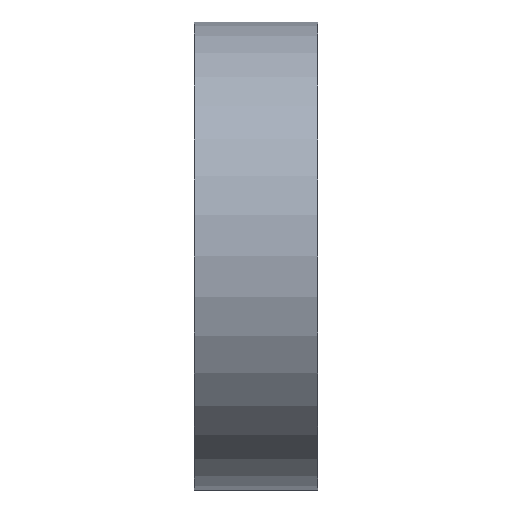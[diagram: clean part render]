
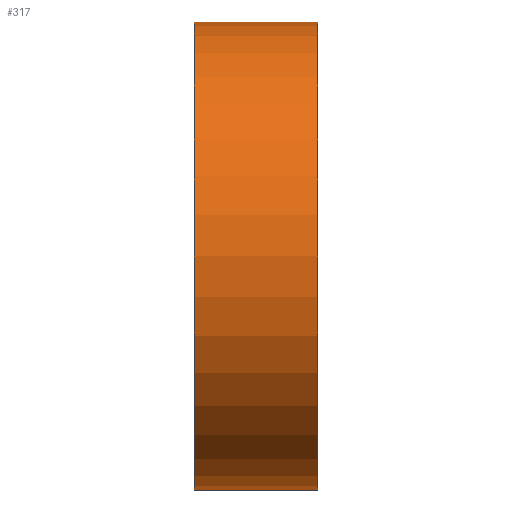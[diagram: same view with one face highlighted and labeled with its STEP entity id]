
A CAD part, left-side view. The second image highlights one B-rep face of the part: STEP entity #317.
In plain terms, the highlighted cylindrical face has radius 15.125 mm (diameter 30.25 mm), a partial arc.
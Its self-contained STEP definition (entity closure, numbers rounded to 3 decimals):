
#9 = DIRECTION ( 'NONE',  ( 0., -1., 0. ) ) ;
#15 = CARTESIAN_POINT ( 'NONE',  ( 0., 8.016, -15.125 ) ) ;
#34 = EDGE_LOOP ( 'NONE', ( #219, #193, #336, #75 ) ) ;
#59 = LINE ( 'NONE', #267, #263 ) ;
#68 = DIRECTION ( 'NONE',  ( 0., 0., -1. ) ) ;
#75 = ORIENTED_EDGE ( 'NONE', *, *, #79, .F. ) ;
#79 = EDGE_CURVE ( 'NONE', #244, #384, #97, .T. ) ;
#87 = AXIS2_PLACEMENT_3D ( 'NONE', #371, #299, #303 ) ;
#88 = EDGE_CURVE ( 'NONE', #254, #112, #369, .T. ) ;
#90 = VECTOR ( 'NONE', #243, 1000. ) ;
#93 = LINE ( 'NONE', #238, #90 ) ;
#97 = CIRCLE ( 'NONE', #319, 15.125 ) ;
#112 = VERTEX_POINT ( 'NONE', #15 ) ;
#125 = AXIS2_PLACEMENT_3D ( 'NONE', #227, #9, #68 ) ;
#145 = CARTESIAN_POINT ( 'NONE',  ( 0., 0.016, 15.125 ) ) ;
#147 = DIRECTION ( 'NONE',  ( 0., -1., 0. ) ) ;
#180 = CYLINDRICAL_SURFACE ( 'NONE', #87, 15.125 ) ;
#187 = CARTESIAN_POINT ( 'NONE',  ( 0., 8.016, 15.125 ) ) ;
#193 = ORIENTED_EDGE ( 'NONE', *, *, #88, .T. ) ;
#206 = EDGE_CURVE ( 'NONE', #254, #244, #59, .T. ) ;
#212 = DIRECTION ( 'NONE',  ( 0., -1., 0. ) ) ;
#219 = ORIENTED_EDGE ( 'NONE', *, *, #206, .F. ) ;
#227 = CARTESIAN_POINT ( 'NONE',  ( 0., 8.016, 0. ) ) ;
#238 = CARTESIAN_POINT ( 'NONE',  ( 0., 0., -15.125 ) ) ;
#241 = FACE_OUTER_BOUND ( 'NONE', #34, .T. ) ;
#243 = DIRECTION ( 'NONE',  ( 0., -1., 0. ) ) ;
#244 = VERTEX_POINT ( 'NONE', #145 ) ;
#254 = VERTEX_POINT ( 'NONE', #187 ) ;
#256 = EDGE_CURVE ( 'NONE', #112, #384, #93, .T. ) ;
#263 = VECTOR ( 'NONE', #147, 1000. ) ;
#267 = CARTESIAN_POINT ( 'NONE',  ( 0., 0., 15.125 ) ) ;
#281 = CARTESIAN_POINT ( 'NONE',  ( 0., 0.016, -15.125 ) ) ;
#299 = DIRECTION ( 'NONE',  ( 0., -1., 0. ) ) ;
#303 = DIRECTION ( 'NONE',  ( 0., 0., -1. ) ) ;
#317 = ADVANCED_FACE ( 'NONE', ( #241 ), #180, .T. ) ;
#319 = AXIS2_PLACEMENT_3D ( 'NONE', #358, #212, #322 ) ;
#322 = DIRECTION ( 'NONE',  ( 0., 0., -1. ) ) ;
#336 = ORIENTED_EDGE ( 'NONE', *, *, #256, .T. ) ;
#358 = CARTESIAN_POINT ( 'NONE',  ( 0., 0.016, 0. ) ) ;
#369 = CIRCLE ( 'NONE', #125, 15.125 ) ;
#371 = CARTESIAN_POINT ( 'NONE',  ( 0., 0., 0. ) ) ;
#384 = VERTEX_POINT ( 'NONE', #281 ) ;
